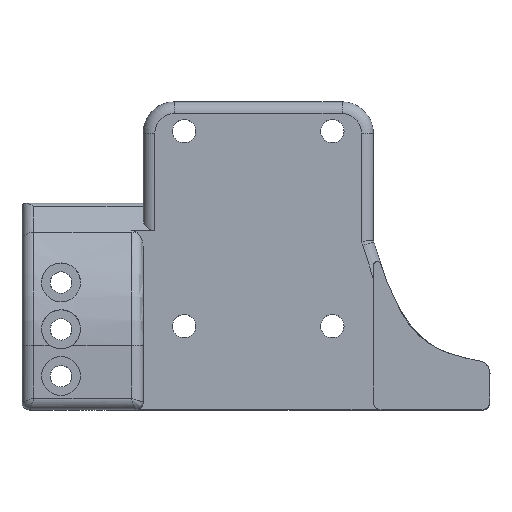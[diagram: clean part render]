
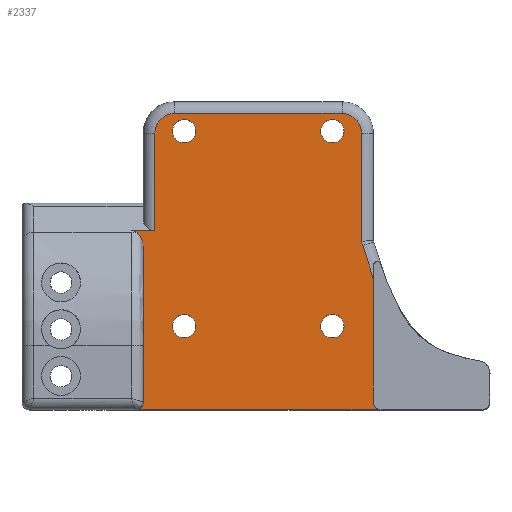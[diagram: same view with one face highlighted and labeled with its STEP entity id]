
A CAD part, top view. The second image highlights one B-rep face of the part: STEP entity #2337.
In plain terms, the highlighted planar face has unit normal (0, 0, 1).
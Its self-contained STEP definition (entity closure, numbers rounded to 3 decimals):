
#12=ELLIPSE('',#2554,4.243,3.);
#41=PLANE('',#2549);
#123=B_SPLINE_CURVE_WITH_KNOTS('',3,(#4178,#4179,#4180,#4181,#4182),
 .UNSPECIFIED.,.F.,.F.,(4,1,4),(0.,0.002,0.004),
 .UNSPECIFIED.);
#124=B_SPLINE_CURVE_WITH_KNOTS('',3,(#4191,#4192,#4193,#4194),
 .UNSPECIFIED.,.F.,.F.,(4,4),(0.,0.009),.UNSPECIFIED.);
#125=B_SPLINE_CURVE_WITH_KNOTS('',3,(#4196,#4197,#4198,#4199),
 .UNSPECIFIED.,.F.,.F.,(4,4),(0.,0.001),
 .UNSPECIFIED.);
#187=LINE('',#3707,#354);
#241=LINE('',#4171,#408);
#242=LINE('',#4174,#409);
#243=LINE('',#4184,#410);
#244=LINE('',#4189,#411);
#245=LINE('',#4201,#412);
#246=LINE('',#4205,#413);
#354=VECTOR('',#2869,1000.);
#408=VECTOR('',#3023,1000.);
#409=VECTOR('',#3024,1000.);
#410=VECTOR('',#3027,1000.);
#411=VECTOR('',#3032,1000.);
#412=VECTOR('',#3033,1000.);
#413=VECTOR('',#3036,1000.);
#748=ORIENTED_EDGE('',*,*,#1231,.T.);
#749=ORIENTED_EDGE('',*,*,#1399,.T.);
#750=ORIENTED_EDGE('',*,*,#1235,.T.);
#751=ORIENTED_EDGE('',*,*,#1400,.T.);
#752=ORIENTED_EDGE('',*,*,#1195,.F.);
#753=ORIENTED_EDGE('',*,*,#1401,.F.);
#754=ORIENTED_EDGE('',*,*,#1199,.F.);
#755=ORIENTED_EDGE('',*,*,#1402,.F.);
#756=ORIENTED_EDGE('',*,*,#1403,.T.);
#757=ORIENTED_EDGE('',*,*,#1404,.F.);
#758=ORIENTED_EDGE('',*,*,#1405,.T.);
#759=ORIENTED_EDGE('',*,*,#1406,.T.);
#760=ORIENTED_EDGE('',*,*,#1407,.T.);
#761=ORIENTED_EDGE('',*,*,#1408,.T.);
#762=ORIENTED_EDGE('',*,*,#1296,.T.);
#763=ORIENTED_EDGE('',*,*,#1409,.T.);
#764=ORIENTED_EDGE('',*,*,#1410,.F.);
#765=ORIENTED_EDGE('',*,*,#1411,.T.);
#766=ORIENTED_EDGE('',*,*,#1412,.T.);
#767=ORIENTED_EDGE('',*,*,#1413,.T.);
#768=ORIENTED_EDGE('',*,*,#1414,.T.);
#769=ORIENTED_EDGE('',*,*,#1415,.T.);
#770=ORIENTED_EDGE('',*,*,#1416,.T.);
#1195=EDGE_CURVE('',#1554,#1555,#1788,.T.);
#1199=EDGE_CURVE('',#1558,#1559,#1790,.T.);
#1231=EDGE_CURVE('',#1591,#1590,#1806,.F.);
#1235=EDGE_CURVE('',#1595,#1594,#1808,.F.);
#1296=EDGE_CURVE('',#1635,#1652,#187,.T.);
#1399=EDGE_CURVE('',#1590,#1591,#1860,.F.);
#1400=EDGE_CURVE('',#1594,#1595,#1861,.F.);
#1401=EDGE_CURVE('',#1555,#1554,#1862,.T.);
#1402=EDGE_CURVE('',#1559,#1558,#1863,.T.);
#1403=EDGE_CURVE('',#1728,#1729,#241,.F.);
#1404=EDGE_CURVE('',#1730,#1729,#242,.T.);
#1405=EDGE_CURVE('',#1730,#1731,#12,.F.);
#1406=EDGE_CURVE('',#1731,#1732,#123,.F.);
#1407=EDGE_CURVE('',#1732,#1733,#243,.T.);
#1408=EDGE_CURVE('',#1733,#1635,#1864,.F.);
#1409=EDGE_CURVE('',#1652,#1734,#1865,.F.);
#1410=EDGE_CURVE('',#1735,#1734,#244,.T.);
#1411=EDGE_CURVE('',#1735,#1736,#124,.T.);
#1412=EDGE_CURVE('',#1736,#1737,#125,.T.);
#1413=EDGE_CURVE('',#1737,#1738,#245,.F.);
#1414=EDGE_CURVE('',#1738,#1739,#1866,.T.);
#1415=EDGE_CURVE('',#1739,#1740,#246,.F.);
#1416=EDGE_CURVE('',#1740,#1728,#1867,.T.);
#1554=VERTEX_POINT('',#3385);
#1555=VERTEX_POINT('',#3386);
#1558=VERTEX_POINT('',#3394);
#1559=VERTEX_POINT('',#3395);
#1590=VERTEX_POINT('',#3481);
#1591=VERTEX_POINT('',#3483);
#1594=VERTEX_POINT('',#3490);
#1595=VERTEX_POINT('',#3492);
#1635=VERTEX_POINT('',#3673);
#1652=VERTEX_POINT('',#3706);
#1728=VERTEX_POINT('',#4172);
#1729=VERTEX_POINT('',#4173);
#1730=VERTEX_POINT('',#4175);
#1731=VERTEX_POINT('',#4177);
#1732=VERTEX_POINT('',#4183);
#1733=VERTEX_POINT('',#4185);
#1734=VERTEX_POINT('',#4188);
#1735=VERTEX_POINT('',#4190);
#1736=VERTEX_POINT('',#4195);
#1737=VERTEX_POINT('',#4200);
#1738=VERTEX_POINT('',#4202);
#1739=VERTEX_POINT('',#4204);
#1740=VERTEX_POINT('',#4206);
#1788=CIRCLE('',#2443,3.);
#1790=CIRCLE('',#2446,3.);
#1806=CIRCLE('',#2468,3.);
#1808=CIRCLE('',#2471,3.);
#1860=CIRCLE('',#2550,3.);
#1861=CIRCLE('',#2551,3.);
#1862=CIRCLE('',#2552,3.);
#1863=CIRCLE('',#2553,3.);
#1864=CIRCLE('',#2555,2.);
#1865=CIRCLE('',#2556,2.);
#1866=CIRCLE('',#2557,5.);
#1867=CIRCLE('',#2558,5.);
#1970=EDGE_LOOP('',(#748,#749));
#1971=EDGE_LOOP('',(#750,#751));
#1972=EDGE_LOOP('',(#752,#753));
#1973=EDGE_LOOP('',(#754,#755));
#1974=EDGE_LOOP('',(#756,#757,#758,#759,#760,#761,#762,#763,#764,#765,#766,
#767,#768,#769,#770));
#2127=FACE_BOUND('',#1970,.T.);
#2128=FACE_BOUND('',#1971,.T.);
#2129=FACE_BOUND('',#1972,.T.);
#2130=FACE_BOUND('',#1973,.T.);
#2131=FACE_BOUND('',#1974,.T.);
#2337=ADVANCED_FACE('',(#2127,#2128,#2129,#2130,#2131),#41,.T.);
#2443=AXIS2_PLACEMENT_3D('',#3384,#2703,#2704);
#2446=AXIS2_PLACEMENT_3D('',#3393,#2711,#2712);
#2468=AXIS2_PLACEMENT_3D('',#3482,#2768,#2769);
#2471=AXIS2_PLACEMENT_3D('',#3491,#2776,#2777);
#2549=AXIS2_PLACEMENT_3D('',#4166,#3013,#3014);
#2550=AXIS2_PLACEMENT_3D('',#4167,#3015,#3016);
#2551=AXIS2_PLACEMENT_3D('',#4168,#3017,#3018);
#2552=AXIS2_PLACEMENT_3D('',#4169,#3019,#3020);
#2553=AXIS2_PLACEMENT_3D('',#4170,#3021,#3022);
#2554=AXIS2_PLACEMENT_3D('',#4176,#3025,#3026);
#2555=AXIS2_PLACEMENT_3D('',#4186,#3028,#3029);
#2556=AXIS2_PLACEMENT_3D('',#4187,#3030,#3031);
#2557=AXIS2_PLACEMENT_3D('',#4203,#3034,#3035);
#2558=AXIS2_PLACEMENT_3D('',#4207,#3037,#3038);
#2703=DIRECTION('',(0.,0.,1.));
#2704=DIRECTION('',(1.,0.,0.));
#2711=DIRECTION('',(0.,0.,1.));
#2712=DIRECTION('',(1.,0.,0.));
#2768=DIRECTION('',(0.,0.,1.));
#2769=DIRECTION('',(1.,0.,0.));
#2776=DIRECTION('',(0.,0.,1.));
#2777=DIRECTION('',(1.,0.,0.));
#2869=DIRECTION('',(1.,0.,0.));
#3013=DIRECTION('',(0.,0.,1.));
#3014=DIRECTION('',(1.,0.,0.));
#3015=DIRECTION('',(0.,0.,1.));
#3016=DIRECTION('',(1.,0.,0.));
#3017=DIRECTION('',(0.,0.,1.));
#3018=DIRECTION('',(1.,0.,0.));
#3019=DIRECTION('',(0.,0.,1.));
#3020=DIRECTION('',(1.,0.,0.));
#3021=DIRECTION('',(0.,0.,1.));
#3022=DIRECTION('',(1.,0.,0.));
#3023=DIRECTION('',(0.,1.,0.));
#3024=DIRECTION('',(1.,0.,0.));
#3025=DIRECTION('',(0.,0.,1.));
#3026=DIRECTION('',(0.,-1.,0.));
#3027=DIRECTION('',(0.,-1.,0.));
#3028=DIRECTION('',(0.,0.,1.));
#3029=DIRECTION('',(1.,0.,0.));
#3030=DIRECTION('',(0.,0.,1.));
#3031=DIRECTION('',(1.,0.,0.));
#3032=DIRECTION('',(0.,-1.,0.));
#3033=DIRECTION('',(0.,-1.,0.));
#3034=DIRECTION('',(0.,0.,1.));
#3035=DIRECTION('',(1.,0.,0.));
#3036=DIRECTION('',(1.,0.,0.));
#3037=DIRECTION('',(0.,0.,1.));
#3038=DIRECTION('',(1.,0.,0.));
#3384=CARTESIAN_POINT('',(19.,24.,39.));
#3385=CARTESIAN_POINT('',(16.,24.,39.));
#3386=CARTESIAN_POINT('',(22.,24.,39.));
#3393=CARTESIAN_POINT('',(-19.,24.,39.));
#3394=CARTESIAN_POINT('',(-22.,24.,39.));
#3395=CARTESIAN_POINT('',(-16.,24.,39.));
#3481=CARTESIAN_POINT('',(-22.,-26.,39.));
#3482=CARTESIAN_POINT('',(-19.,-26.,39.));
#3483=CARTESIAN_POINT('',(-16.,-26.,39.));
#3490=CARTESIAN_POINT('',(16.,-26.,39.));
#3491=CARTESIAN_POINT('',(19.,-26.,39.));
#3492=CARTESIAN_POINT('',(22.,-26.,39.));
#3673=CARTESIAN_POINT('',(-31.5,-47.5,39.));
#3706=CARTESIAN_POINT('',(31.5,-47.5,39.));
#3707=CARTESIAN_POINT('',(-0.472,-47.5,39.));
#4166=CARTESIAN_POINT('',(0.,-105.,39.));
#4167=CARTESIAN_POINT('',(-19.,-26.,39.));
#4168=CARTESIAN_POINT('',(19.,-26.,39.));
#4169=CARTESIAN_POINT('',(19.,24.,39.));
#4170=CARTESIAN_POINT('',(-19.,24.,39.));
#4171=CARTESIAN_POINT('',(-26.5,-1.543,39.));
#4172=CARTESIAN_POINT('',(-26.5,23.5,39.));
#4173=CARTESIAN_POINT('',(-26.5,-1.543,39.));
#4174=CARTESIAN_POINT('',(0.,-1.543,39.));
#4175=CARTESIAN_POINT('',(-32.5,-1.543,39.));
#4176=CARTESIAN_POINT('',(-32.5,-5.786,39.));
#4177=CARTESIAN_POINT('',(-30.657,-2.439,39.));
#4178=CARTESIAN_POINT('',(-29.5,-5.897,39.));
#4179=CARTESIAN_POINT('',(-29.5,-5.272,39.));
#4180=CARTESIAN_POINT('',(-29.661,-4.048,39.));
#4181=CARTESIAN_POINT('',(-30.238,-2.9,39.));
#4182=CARTESIAN_POINT('',(-30.657,-2.439,39.));
#4183=CARTESIAN_POINT('',(-29.5,-5.897,39.));
#4184=CARTESIAN_POINT('',(-29.5,-1.492,39.));
#4185=CARTESIAN_POINT('',(-29.5,-45.5,39.));
#4186=CARTESIAN_POINT('',(-31.5,-45.5,39.));
#4187=CARTESIAN_POINT('',(31.5,-45.5,39.));
#4188=CARTESIAN_POINT('',(29.5,-45.5,39.));
#4189=CARTESIAN_POINT('',(29.5,-1.492,39.));
#4190=CARTESIAN_POINT('',(29.5,-13.752,39.));
#4191=CARTESIAN_POINT('',(29.5,-13.752,39.));
#4192=CARTESIAN_POINT('',(28.518,-10.979,39.));
#4193=CARTESIAN_POINT('',(27.644,-8.17,39.));
#4194=CARTESIAN_POINT('',(26.803,-5.351,39.));
#4195=CARTESIAN_POINT('',(26.803,-5.351,39.));
#4196=CARTESIAN_POINT('',(26.803,-5.351,39.));
#4197=CARTESIAN_POINT('',(26.702,-5.011,39.));
#4198=CARTESIAN_POINT('',(26.601,-4.671,39.));
#4199=CARTESIAN_POINT('',(26.5,-4.33,39.));
#4200=CARTESIAN_POINT('',(26.5,-4.33,39.));
#4201=CARTESIAN_POINT('',(26.5,23.5,39.));
#4202=CARTESIAN_POINT('',(26.5,23.5,39.));
#4203=CARTESIAN_POINT('',(21.5,23.5,39.));
#4204=CARTESIAN_POINT('',(21.5,28.5,39.));
#4205=CARTESIAN_POINT('',(-21.5,28.5,39.));
#4206=CARTESIAN_POINT('',(-21.5,28.5,39.));
#4207=CARTESIAN_POINT('',(-21.5,23.5,39.));
